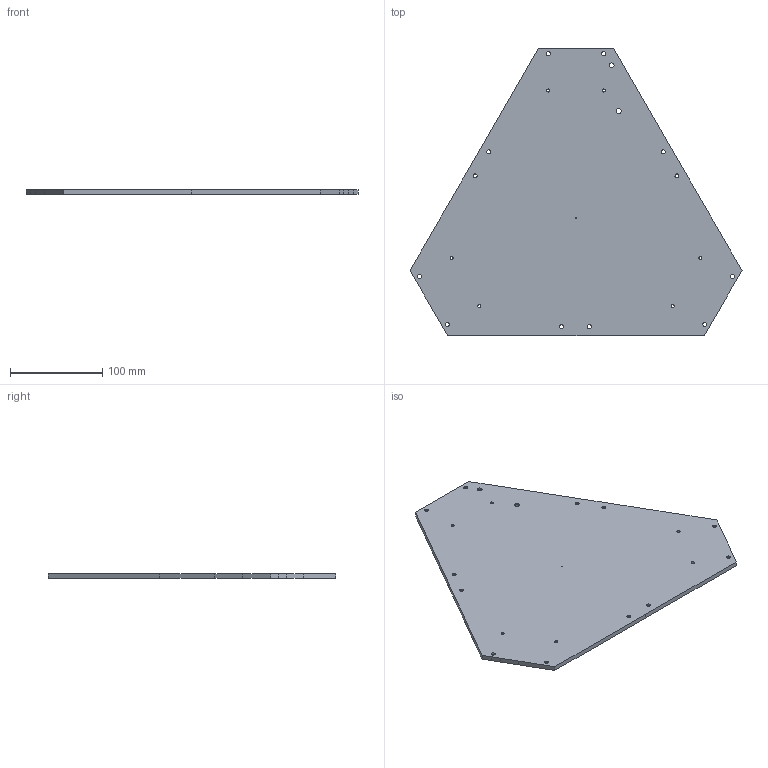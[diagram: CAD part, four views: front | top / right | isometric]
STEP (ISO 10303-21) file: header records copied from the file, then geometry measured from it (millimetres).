
FILE_DESCRIPTION(('FreeCAD Model'),'2;1');
FILE_NAME('Open CASCADE Shape Model','2026-02-24T11:42:17',(''),(''), 'Open CASCADE STEP processor 7.8','FreeCAD','Unknown');
FILE_SCHEMA(('AUTOMOTIVE_DESIGN { 1 0 10303 214 1 1 1 1 }'));
Length unit declared in the file: millimetre
Products named in the file (1): Cut
Bounding box: 359.31 x 311.17 x 5 mm (x, y, z)
Volume: 376181.5 mm3; surface area: 157186.7 mm2
Topology: 1 solids, 1 shells, 439 faces, 1313 edges, 876 vertices
Faces by surface type: plane 439
Entity records: 14569 total; most frequent: CARTESIAN_POINT 2629, ORIENTED_EDGE 2626, DIRECTION 2193, EDGE_CURVE 1313, LINE 1313, VECTOR 1313, VERTEX_POINT 876, FACE_BOUND 481
